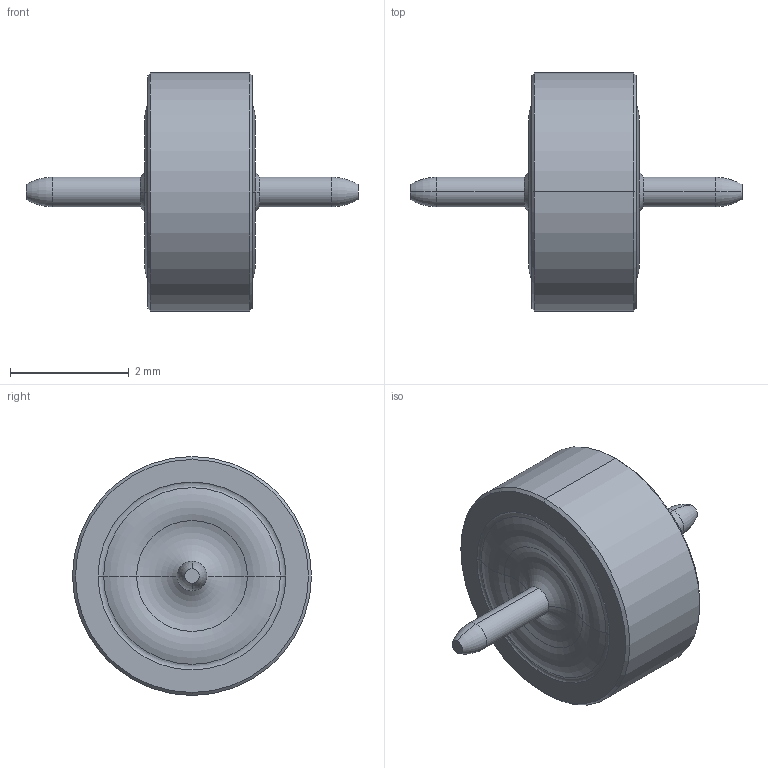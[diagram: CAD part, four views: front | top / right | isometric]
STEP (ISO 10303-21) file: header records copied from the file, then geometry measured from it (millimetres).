
FILE_DESCRIPTION (( 'STEP AP203' ), '1' );
FILE_NAME ('R280757060.STEP', '2025-08-26T08:21:25', ( '' ), ( '' ), 'SwSTEP 2.0', 'SolidWorks 2025', '' );
FILE_SCHEMA (( 'CONFIG_CONTROL_DESIGN' ));
Length unit declared in the file: millimetre
Products named in the file (1): R280757060
Bounding box: 5.6 x 4.03 x 4.03 mm (x, y, z)
Volume: 23.4 mm3; surface area: 52.9 mm2
Topology: 1 solids, 1 shells, 30 faces, 62 edges, 36 vertices
Faces by surface type: torus 16, cylinder 6, cone 4, plane 4
Entity records: 887 total; most frequent: DIRECTION 176, CARTESIAN_POINT 129, ORIENTED_EDGE 124, AXIS2_PLACEMENT_3D 83, EDGE_CURVE 62, CIRCLE 52, VERTEX_POINT 36, EDGE_LOOP 32
